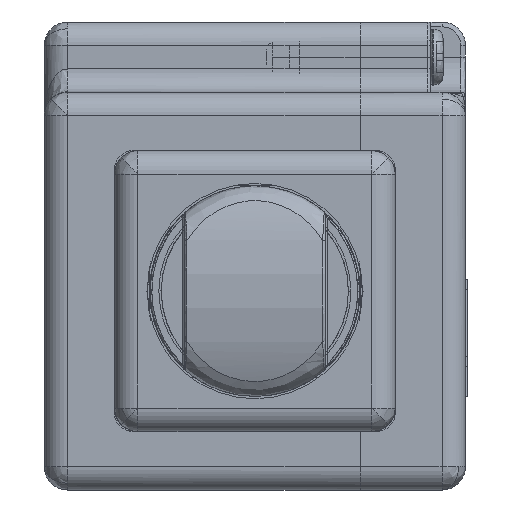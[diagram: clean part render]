
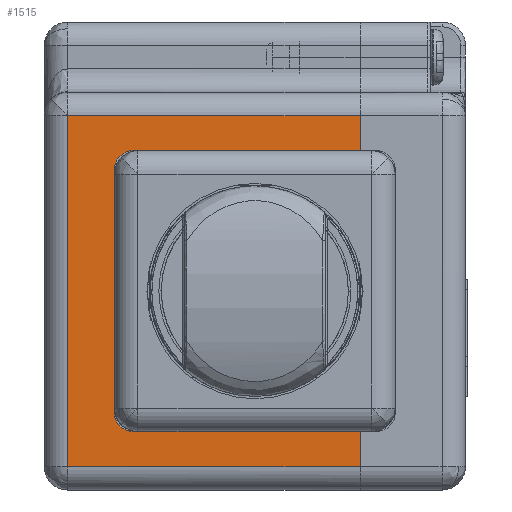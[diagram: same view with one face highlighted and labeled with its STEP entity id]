
A CAD part, front view. The second image highlights one B-rep face of the part: STEP entity #1515.
In plain terms, the highlighted planar face has unit normal (0, -1, 0).
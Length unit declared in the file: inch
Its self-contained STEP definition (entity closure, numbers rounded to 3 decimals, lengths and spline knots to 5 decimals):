
#1358 = EDGE_CURVE ( 'NONE', #52575, #17663, #52080, .T. ) ;
#1515 = ADVANCED_FACE ( 'NONE', ( #32953 ), #49575, .T. ) ;
#1634 = CARTESIAN_POINT ( 'NONE',  ( -0.20472, -0.25984, 0.23622 ) ) ;
#3017 = EDGE_CURVE ( 'NONE', #17663, #16163, #45894, .T. ) ;
#3029 = CARTESIAN_POINT ( 'NONE',  ( -0.31496, -0.25984, 0.33881 ) ) ;
#4034 = EDGE_LOOP ( 'NONE', ( #4554, #34123, #11362, #18703, #28084, #46470, #13288, #32568, #34672, #36151 ) ) ;
#4554 = ORIENTED_EDGE ( 'NONE', *, *, #38761, .T. ) ;
#4564 = VERTEX_POINT ( 'NONE', #49259 ) ;
#4940 = VECTOR ( 'NONE', #30761, 39.37008 ) ;
#5038 = DIRECTION ( 'NONE',  ( 0., 0., 1. ) ) ;
#7802 = LINE ( 'NONE', #24250, #28286 ) ;
#8595 = CIRCLE ( 'NONE', #15460, 0.0315 ) ;
#8736 = CARTESIAN_POINT ( 'NONE',  ( 0., -0.25984, 0.29528 ) ) ;
#9704 = EDGE_CURVE ( 'NONE', #33889, #27402, #26582, .T. ) ;
#10301 = CARTESIAN_POINT ( 'NONE',  ( 0.17717, -0.25984, 0.23622 ) ) ;
#10749 = LINE ( 'NONE', #19119, #4940 ) ;
#11362 = ORIENTED_EDGE ( 'NONE', *, *, #38425, .T. ) ;
#11412 = CARTESIAN_POINT ( 'NONE',  ( 0., -0.25984, -0.29528 ) ) ;
#11578 = EDGE_CURVE ( 'NONE', #4564, #14368, #8595, .T. ) ;
#12469 = DIRECTION ( 'NONE',  ( 0., 0., 1. ) ) ;
#12504 = DIRECTION ( 'NONE',  ( -1., 0., 0. ) ) ;
#12628 = CARTESIAN_POINT ( 'NONE',  ( 0., -0.25984, -0.33465 ) ) ;
#13288 = ORIENTED_EDGE ( 'NONE', *, *, #37258, .T. ) ;
#14368 = VERTEX_POINT ( 'NONE', #42992 ) ;
#15010 = CARTESIAN_POINT ( 'NONE',  ( 0.17717, -0.25984, -0.23622 ) ) ;
#15326 = AXIS2_PLACEMENT_3D ( 'NONE', #27811, #36004, #15357 ) ;
#15357 = DIRECTION ( 'NONE',  ( 0., 0., 1. ) ) ;
#15460 = AXIS2_PLACEMENT_3D ( 'NONE', #41870, #49791, #5038 ) ;
#16163 = VERTEX_POINT ( 'NONE', #26565 ) ;
#17663 = VERTEX_POINT ( 'NONE', #33086 ) ;
#18700 = LINE ( 'NONE', #11412, #24939 ) ;
#18703 = ORIENTED_EDGE ( 'NONE', *, *, #11578, .T. ) ;
#18922 = CARTESIAN_POINT ( 'NONE',  ( 0.17717, -0.25984, -0.33465 ) ) ;
#19119 = CARTESIAN_POINT ( 'NONE',  ( 0., -0.25984, 0.23622 ) ) ;
#19916 = DIRECTION ( 'NONE',  ( 0., 0., 1. ) ) ;
#21616 = VERTEX_POINT ( 'NONE', #33674 ) ;
#23193 = DIRECTION ( 'NONE',  ( 0., 0., -1. ) ) ;
#23687 = CARTESIAN_POINT ( 'NONE',  ( 0.17717, -0.25984, -0.33465 ) ) ;
#23693 = DIRECTION ( 'NONE',  ( -1., 0., 0. ) ) ;
#24250 = CARTESIAN_POINT ( 'NONE',  ( 0., -0.25984, -0.23622 ) ) ;
#24939 = VECTOR ( 'NONE', #44223, 39.37008 ) ;
#26565 = CARTESIAN_POINT ( 'NONE',  ( -0.31496, -0.25984, 0.29528 ) ) ;
#26582 = CIRCLE ( 'NONE', #15326, 0.0315 ) ;
#27402 = VERTEX_POINT ( 'NONE', #1634 ) ;
#27811 = CARTESIAN_POINT ( 'NONE',  ( -0.20472, -0.25984, 0.20472 ) ) ;
#28084 = ORIENTED_EDGE ( 'NONE', *, *, #48787, .T. ) ;
#28286 = VECTOR ( 'NONE', #23693, 39.37008 ) ;
#28373 = CARTESIAN_POINT ( 'NONE',  ( -0.31496, -0.25984, -0.29528 ) ) ;
#30761 = DIRECTION ( 'NONE',  ( 1., 0., 0. ) ) ;
#31308 = EDGE_CURVE ( 'NONE', #47592, #16163, #40136, .T. ) ;
#31973 = CARTESIAN_POINT ( 'NONE',  ( -0.23622, -0.25984, -0.33465 ) ) ;
#32568 = ORIENTED_EDGE ( 'NONE', *, *, #1358, .T. ) ;
#32603 = VECTOR ( 'NONE', #51878, 39.37008 ) ;
#32953 = FACE_OUTER_BOUND ( 'NONE', #4034, .T. ) ;
#33086 = CARTESIAN_POINT ( 'NONE',  ( 0.17717, -0.25984, 0.29528 ) ) ;
#33674 = CARTESIAN_POINT ( 'NONE',  ( 0.17717, -0.25984, -0.29528 ) ) ;
#33889 = VERTEX_POINT ( 'NONE', #53379 ) ;
#34123 = ORIENTED_EDGE ( 'NONE', *, *, #48993, .F. ) ;
#34672 = ORIENTED_EDGE ( 'NONE', *, *, #3017, .T. ) ;
#36004 = DIRECTION ( 'NONE',  ( 0., 1., 0. ) ) ;
#36151 = ORIENTED_EDGE ( 'NONE', *, *, #31308, .F. ) ;
#37258 = EDGE_CURVE ( 'NONE', #27402, #52575, #10749, .T. ) ;
#38425 = EDGE_CURVE ( 'NONE', #52973, #4564, #7802, .T. ) ;
#38761 = EDGE_CURVE ( 'NONE', #47592, #21616, #18700, .T. ) ;
#40136 = LINE ( 'NONE', #3029, #32603 ) ;
#41870 = CARTESIAN_POINT ( 'NONE',  ( -0.20472, -0.25984, -0.20472 ) ) ;
#42726 = VECTOR ( 'NONE', #12469, 39.37008 ) ;
#42992 = CARTESIAN_POINT ( 'NONE',  ( -0.23622, -0.25984, -0.20472 ) ) ;
#44223 = DIRECTION ( 'NONE',  ( 1., 0., 0. ) ) ;
#45476 = DIRECTION ( 'NONE',  ( 0., 0., -1. ) ) ;
#45894 = LINE ( 'NONE', #8736, #47722 ) ;
#46470 = ORIENTED_EDGE ( 'NONE', *, *, #9704, .T. ) ;
#47129 = VECTOR ( 'NONE', #23193, 39.37008 ) ;
#47592 = VERTEX_POINT ( 'NONE', #28373 ) ;
#47722 = VECTOR ( 'NONE', #12504, 39.37008 ) ;
#47925 = VECTOR ( 'NONE', #19916, 39.37008 ) ;
#48045 = LINE ( 'NONE', #18922, #47129 ) ;
#48787 = EDGE_CURVE ( 'NONE', #14368, #33889, #53484, .T. ) ;
#48993 = EDGE_CURVE ( 'NONE', #52973, #21616, #48045, .T. ) ;
#49259 = CARTESIAN_POINT ( 'NONE',  ( -0.20472, -0.25984, -0.23622 ) ) ;
#49575 = PLANE ( 'NONE',  #52274 ) ;
#49791 = DIRECTION ( 'NONE',  ( 0., 1., 0. ) ) ;
#49838 = DIRECTION ( 'NONE',  ( 0., -1., 0. ) ) ;
#51878 = DIRECTION ( 'NONE',  ( 0., 0., 1. ) ) ;
#52080 = LINE ( 'NONE', #23687, #47925 ) ;
#52274 = AXIS2_PLACEMENT_3D ( 'NONE', #12628, #49838, #45476 ) ;
#52575 = VERTEX_POINT ( 'NONE', #10301 ) ;
#52973 = VERTEX_POINT ( 'NONE', #15010 ) ;
#53379 = CARTESIAN_POINT ( 'NONE',  ( -0.23622, -0.25984, 0.20472 ) ) ;
#53484 = LINE ( 'NONE', #31973, #42726 ) ;
